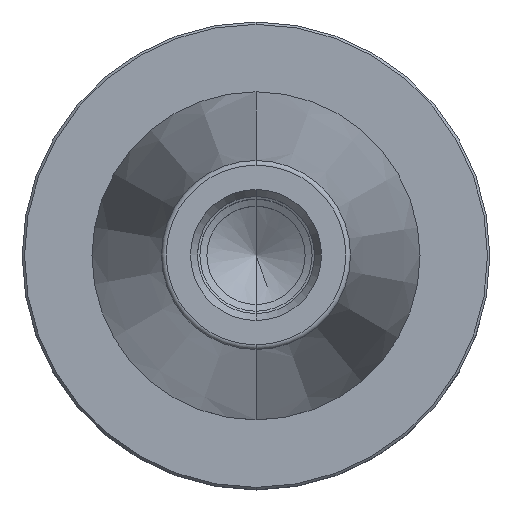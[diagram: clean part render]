
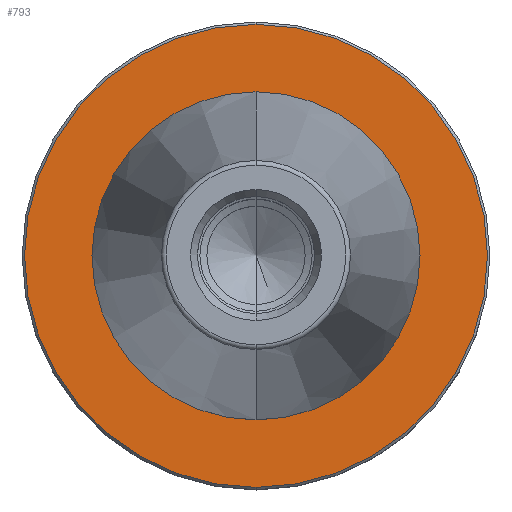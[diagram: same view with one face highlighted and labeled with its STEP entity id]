
A CAD part, top view. The second image highlights one B-rep face of the part: STEP entity #793.
In plain terms, the highlighted planar face has unit normal (0, 0, 1).
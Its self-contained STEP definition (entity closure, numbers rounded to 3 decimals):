
#351=VERTEX_POINT('',#901);
#375=EDGE_CURVE('',#757,#549,#927,.T.);
#417=EDGE_CURVE('',#351,#711,#972,.T.);
#549=VERTEX_POINT('',#1121);
#625=EDGE_CURVE('',#549,#757,#1209,.T.);
#711=VERTEX_POINT('',#1306);
#757=VERTEX_POINT('',#1356);
#773=EDGE_CURVE('',#711,#351,#1375,.T.);
#793=ADVANCED_FACE('',(#1398,#1399),#1400,.T.);
#901=CARTESIAN_POINT('',(0.,-35.071,-3.0));
#927=CIRCLE('',#1558,49.5);
#972=CIRCLE('',#1623,35.071);
#1121=CARTESIAN_POINT('',(0.,-49.5,-3.0));
#1209=CIRCLE('',#1931,49.5);
#1306=CARTESIAN_POINT('',(0.0,35.071,-3.0));
#1356=CARTESIAN_POINT('',(0.0,49.5,-3.0));
#1375=CIRCLE('',#2139,35.071);
#1398=FACE_OUTER_BOUND('',#2165,.T.);
#1399=FACE_BOUND('',#2166,.T.);
#1400=PLANE('',#2167);
#1558=AXIS2_PLACEMENT_3D('',#2344,#2345,#2346);
#1623=AXIS2_PLACEMENT_3D('',#2388,#2389,#2390);
#1931=AXIS2_PLACEMENT_3D('',#2727,#2728,#2729);
#2139=AXIS2_PLACEMENT_3D('',#2915,#2916,#2917);
#2165=EDGE_LOOP('',(#2952,#2953));
#2166=EDGE_LOOP('',(#2954,#2955));
#2167=AXIS2_PLACEMENT_3D('',#2956,#2957,#2958);
#2344=CARTESIAN_POINT('',(0.0,0.0,-3.0));
#2345=DIRECTION('',(0.0,0.0,-1.0));
#2346=DIRECTION('',(0.0,1.0,0.0));
#2388=CARTESIAN_POINT('',(0.0,0.0,-3.0));
#2389=DIRECTION('',(0.0,0.0,-1.0));
#2390=DIRECTION('',(0.0,1.0,0.0));
#2727=CARTESIAN_POINT('',(0.0,0.0,-3.0));
#2728=DIRECTION('',(0.0,0.0,-1.0));
#2729=DIRECTION('',(0.0,1.0,0.0));
#2915=CARTESIAN_POINT('',(0.0,0.0,-3.0));
#2916=DIRECTION('',(0.0,0.0,-1.0));
#2917=DIRECTION('',(0.0,1.0,0.0));
#2952=ORIENTED_EDGE('',*,*,#375,.F.);
#2953=ORIENTED_EDGE('',*,*,#625,.F.);
#2954=ORIENTED_EDGE('',*,*,#773,.T.);
#2955=ORIENTED_EDGE('',*,*,#417,.T.);
#2956=CARTESIAN_POINT('',(0.0,42.285,-3.0));
#2957=DIRECTION('',(-0.0,0.0,1.0));
#2958=DIRECTION('',(0.0,-1.0,0.0));
